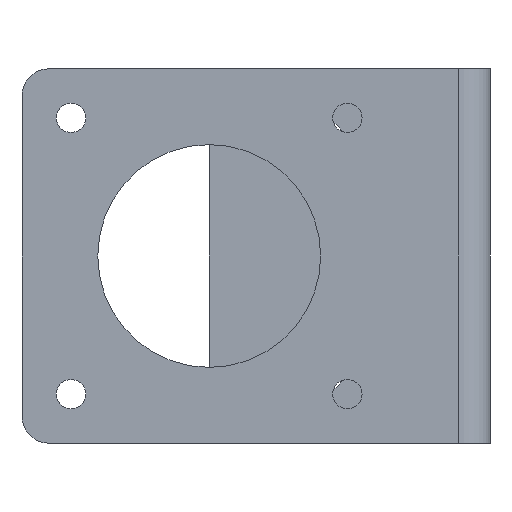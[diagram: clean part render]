
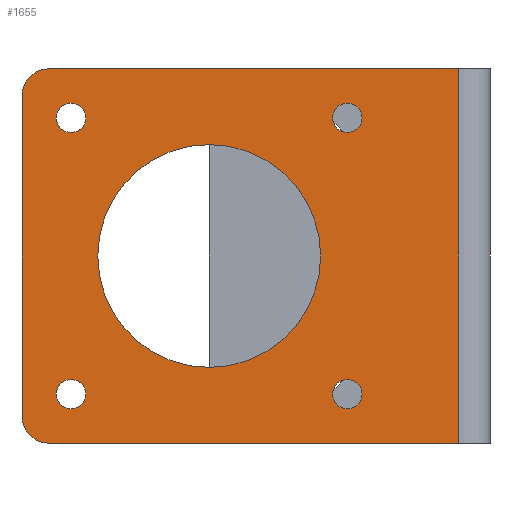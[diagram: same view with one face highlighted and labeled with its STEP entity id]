
A CAD part, front view. The second image highlights one B-rep face of the part: STEP entity #1655.
In plain terms, the highlighted planar face has unit normal (0, -1, 0).
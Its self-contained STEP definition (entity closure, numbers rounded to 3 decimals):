
#11 = DIRECTION ( 'NONE',  ( 0., -1., 0. ) ) ;
#30 = CARTESIAN_POINT ( 'NONE',  ( -16., 0., 34.85 ) ) ;
#32 = VERTEX_POINT ( 'NONE', #30 ) ;
#60 = AXIS2_PLACEMENT_3D ( 'NONE', #1874, #1645, #1445 ) ;
#76 = DIRECTION ( 'NONE',  ( 0., 0., 1. ) ) ;
#104 = CARTESIAN_POINT ( 'NONE',  ( -31.5, 0., 21. ) ) ;
#121 = DIRECTION ( 'NONE',  ( 0., 0., 1. ) ) ;
#142 = VERTEX_POINT ( 'NONE', #1059 ) ;
#147 = CARTESIAN_POINT ( 'NONE',  ( -49.5, 0., 3. ) ) ;
#162 = VERTEX_POINT ( 'NONE', #680 ) ;
#174 = EDGE_CURVE ( 'NONE', #2559, #2622, #280, .T. ) ;
#206 = CARTESIAN_POINT ( 'NONE',  ( -31.5, 0., 8.5 ) ) ;
#238 = AXIS2_PLACEMENT_3D ( 'NONE', #1058, #641, #1662 ) ;
#268 = DIRECTION ( 'NONE',  ( 1., 0., 0. ) ) ;
#280 = LINE ( 'NONE', #2289, #1235 ) ;
#282 = ORIENTED_EDGE ( 'NONE', *, *, #937, .F. ) ;
#313 = DIRECTION ( 'NONE',  ( 0., 1., 0. ) ) ;
#317 = VERTEX_POINT ( 'NONE', #2150 ) ;
#318 = FACE_BOUND ( 'NONE', #927, .T. ) ;
#324 = DIRECTION ( 'NONE',  ( 0., 0., -1. ) ) ;
#343 = DIRECTION ( 'NONE',  ( 0., -1., 0. ) ) ;
#361 = VECTOR ( 'NONE', #324, 1000. ) ;
#364 = ORIENTED_EDGE ( 'NONE', *, *, #1624, .F. ) ;
#407 = VERTEX_POINT ( 'NONE', #525 ) ;
#412 = CARTESIAN_POINT ( 'NONE',  ( -47., 0., 36.5 ) ) ;
#428 = VERTEX_POINT ( 'NONE', #741 ) ;
#443 = CARTESIAN_POINT ( 'NONE',  ( -49.5, 0., 42. ) ) ;
#448 = CIRCLE ( 'NONE', #2347, 3. ) ;
#451 = DIRECTION ( 'NONE',  ( 0., 0., 1. ) ) ;
#461 = FACE_BOUND ( 'NONE', #1697, .T. ) ;
#515 = VERTEX_POINT ( 'NONE', #206 ) ;
#517 = DIRECTION ( 'NONE',  ( 0., -1., 0. ) ) ;
#525 = CARTESIAN_POINT ( 'NONE',  ( -16., 0., 7.15 ) ) ;
#528 = CARTESIAN_POINT ( 'NONE',  ( -52.5, 0., 0. ) ) ;
#535 = ORIENTED_EDGE ( 'NONE', *, *, #174, .F. ) ;
#548 = DIRECTION ( 'NONE',  ( 0., -1., 0. ) ) ;
#593 = DIRECTION ( 'NONE',  ( 0., 0., 1. ) ) ;
#598 = CARTESIAN_POINT ( 'NONE',  ( -3.5, 0., 42. ) ) ;
#613 = CARTESIAN_POINT ( 'NONE',  ( -16., 0., 3.85 ) ) ;
#621 = EDGE_CURVE ( 'NONE', #1951, #515, #1514, .T. ) ;
#641 = DIRECTION ( 'NONE',  ( 0., -1., 0. ) ) ;
#644 = CIRCLE ( 'NONE', #2338, 1.65 ) ;
#648 = CARTESIAN_POINT ( 'NONE',  ( -31.5, 0., 33.5 ) ) ;
#655 = EDGE_CURVE ( 'NONE', #407, #1879, #1386, .T. ) ;
#659 = DIRECTION ( 'NONE',  ( 0., 0., 1. ) ) ;
#662 = CARTESIAN_POINT ( 'NONE',  ( -47., 0., 5.5 ) ) ;
#677 = CARTESIAN_POINT ( 'NONE',  ( -47., 0., 7.15 ) ) ;
#680 = CARTESIAN_POINT ( 'NONE',  ( -49.5, 0., 0. ) ) ;
#681 = EDGE_LOOP ( 'NONE', ( #1893, #1480, #2089, #1392, #535, #1152 ) ) ;
#694 = AXIS2_PLACEMENT_3D ( 'NONE', #954, #313, #1344 ) ;
#703 = LINE ( 'NONE', #2162, #1245 ) ;
#729 = DIRECTION ( 'NONE',  ( 1., 0., 0. ) ) ;
#733 = CARTESIAN_POINT ( 'NONE',  ( -47., 0., 34.85 ) ) ;
#741 = CARTESIAN_POINT ( 'NONE',  ( -16., 0., 38.15 ) ) ;
#750 = VERTEX_POINT ( 'NONE', #677 ) ;
#766 = AXIS2_PLACEMENT_3D ( 'NONE', #895, #1898, #1292 ) ;
#833 = ORIENTED_EDGE ( 'NONE', *, *, #2179, .F. ) ;
#842 = AXIS2_PLACEMENT_3D ( 'NONE', #662, #1659, #451 ) ;
#843 = DIRECTION ( 'NONE',  ( 0., -1., 0. ) ) ;
#890 = EDGE_CURVE ( 'NONE', #2559, #317, #1291, .T. ) ;
#895 = CARTESIAN_POINT ( 'NONE',  ( -16., 0., 5.5 ) ) ;
#899 = VERTEX_POINT ( 'NONE', #2413 ) ;
#921 = EDGE_CURVE ( 'NONE', #142, #162, #448, .T. ) ;
#927 = EDGE_LOOP ( 'NONE', ( #282, #2022 ) ) ;
#937 = EDGE_CURVE ( 'NONE', #2488, #1721, #1800, .T. ) ;
#939 = PLANE ( 'NONE',  #694 ) ;
#954 = CARTESIAN_POINT ( 'NONE',  ( -52.5, 0., 42. ) ) ;
#965 = CARTESIAN_POINT ( 'NONE',  ( -49.5, 0., 39. ) ) ;
#966 = AXIS2_PLACEMENT_3D ( 'NONE', #2361, #548, #121 ) ;
#991 = FACE_BOUND ( 'NONE', #1889, .T. ) ;
#1017 = EDGE_CURVE ( 'NONE', #1879, #407, #1163, .T. ) ;
#1029 = VECTOR ( 'NONE', #729, 1000. ) ;
#1049 = ORIENTED_EDGE ( 'NONE', *, *, #655, .F. ) ;
#1058 = CARTESIAN_POINT ( 'NONE',  ( -31.5, 0., 21. ) ) ;
#1059 = CARTESIAN_POINT ( 'NONE',  ( -52.5, 0., 3. ) ) ;
#1075 = CIRCLE ( 'NONE', #842, 1.65 ) ;
#1101 = EDGE_CURVE ( 'NONE', #750, #2260, #1075, .T. ) ;
#1146 = LINE ( 'NONE', #528, #1029 ) ;
#1148 = EDGE_CURVE ( 'NONE', #1721, #2488, #2332, .T. ) ;
#1152 = ORIENTED_EDGE ( 'NONE', *, *, #890, .T. ) ;
#1163 = CIRCLE ( 'NONE', #60, 1.65 ) ;
#1232 = EDGE_CURVE ( 'NONE', #2622, #899, #2053, .T. ) ;
#1235 = VECTOR ( 'NONE', #268, 1000. ) ;
#1245 = VECTOR ( 'NONE', #1952, 1000. ) ;
#1253 = EDGE_CURVE ( 'NONE', #162, #899, #1146, .T. ) ;
#1291 = CIRCLE ( 'NONE', #2304, 3. ) ;
#1292 = DIRECTION ( 'NONE',  ( 0., 0., 1. ) ) ;
#1318 = AXIS2_PLACEMENT_3D ( 'NONE', #104, #517, #1555 ) ;
#1344 = DIRECTION ( 'NONE',  ( 0., 0., 1. ) ) ;
#1386 = CIRCLE ( 'NONE', #766, 1.65 ) ;
#1392 = ORIENTED_EDGE ( 'NONE', *, *, #1232, .F. ) ;
#1396 = EDGE_LOOP ( 'NONE', ( #2105, #364 ) ) ;
#1445 = DIRECTION ( 'NONE',  ( 0., 0., 1. ) ) ;
#1480 = ORIENTED_EDGE ( 'NONE', *, *, #921, .T. ) ;
#1514 = CIRCLE ( 'NONE', #238, 12.5 ) ;
#1555 = DIRECTION ( 'NONE',  ( 0., 0., 1. ) ) ;
#1556 = CIRCLE ( 'NONE', #1921, 1.65 ) ;
#1575 = DIRECTION ( 'NONE',  ( 0., 0., 1. ) ) ;
#1624 = EDGE_CURVE ( 'NONE', #2260, #750, #1750, .T. ) ;
#1645 = DIRECTION ( 'NONE',  ( 0., -1., 0. ) ) ;
#1648 = CARTESIAN_POINT ( 'NONE',  ( -47., 0., 3.85 ) ) ;
#1655 = ADVANCED_FACE ( 'NONE', ( #991, #2576, #318, #2139, #461, #2231 ), #939, .F. ) ;
#1659 = DIRECTION ( 'NONE',  ( 0., -1., 0. ) ) ;
#1662 = DIRECTION ( 'NONE',  ( 0., 0., 1. ) ) ;
#1664 = AXIS2_PLACEMENT_3D ( 'NONE', #2123, #1702, #76 ) ;
#1697 = EDGE_LOOP ( 'NONE', ( #1049, #1794 ) ) ;
#1702 = DIRECTION ( 'NONE',  ( 0., -1., 0. ) ) ;
#1721 = VERTEX_POINT ( 'NONE', #733 ) ;
#1750 = CIRCLE ( 'NONE', #966, 1.65 ) ;
#1792 = CARTESIAN_POINT ( 'NONE',  ( -47., 0., 38.15 ) ) ;
#1794 = ORIENTED_EDGE ( 'NONE', *, *, #1017, .F. ) ;
#1800 = CIRCLE ( 'NONE', #2127, 1.65 ) ;
#1831 = ORIENTED_EDGE ( 'NONE', *, *, #2264, .F. ) ;
#1842 = DIRECTION ( 'NONE',  ( 0., -1., 0. ) ) ;
#1874 = CARTESIAN_POINT ( 'NONE',  ( -16., 0., 5.5 ) ) ;
#1879 = VERTEX_POINT ( 'NONE', #613 ) ;
#1889 = EDGE_LOOP ( 'NONE', ( #1894, #1831 ) ) ;
#1893 = ORIENTED_EDGE ( 'NONE', *, *, #2328, .T. ) ;
#1894 = ORIENTED_EDGE ( 'NONE', *, *, #621, .F. ) ;
#1898 = DIRECTION ( 'NONE',  ( 0., -1., 0. ) ) ;
#1909 = EDGE_LOOP ( 'NONE', ( #2082, #833 ) ) ;
#1921 = AXIS2_PLACEMENT_3D ( 'NONE', #2476, #843, #659 ) ;
#1951 = VERTEX_POINT ( 'NONE', #648 ) ;
#1952 = DIRECTION ( 'NONE',  ( 0., 0., -1. ) ) ;
#2022 = ORIENTED_EDGE ( 'NONE', *, *, #1148, .F. ) ;
#2053 = LINE ( 'NONE', #2367, #361 ) ;
#2082 = ORIENTED_EDGE ( 'NONE', *, *, #2186, .F. ) ;
#2089 = ORIENTED_EDGE ( 'NONE', *, *, #1253, .T. ) ;
#2105 = ORIENTED_EDGE ( 'NONE', *, *, #1101, .F. ) ;
#2123 = CARTESIAN_POINT ( 'NONE',  ( -47., 0., 36.5 ) ) ;
#2127 = AXIS2_PLACEMENT_3D ( 'NONE', #412, #11, #593 ) ;
#2139 = FACE_BOUND ( 'NONE', #1396, .T. ) ;
#2141 = CIRCLE ( 'NONE', #1318, 12.5 ) ;
#2150 = CARTESIAN_POINT ( 'NONE',  ( -52.5, 0., 39. ) ) ;
#2162 = CARTESIAN_POINT ( 'NONE',  ( -52.5, 0., 42. ) ) ;
#2179 = EDGE_CURVE ( 'NONE', #32, #428, #644, .T. ) ;
#2186 = EDGE_CURVE ( 'NONE', #428, #32, #1556, .T. ) ;
#2214 = CARTESIAN_POINT ( 'NONE',  ( -16., 0., 36.5 ) ) ;
#2231 = FACE_OUTER_BOUND ( 'NONE', #681, .T. ) ;
#2260 = VERTEX_POINT ( 'NONE', #1648 ) ;
#2264 = EDGE_CURVE ( 'NONE', #515, #1951, #2141, .T. ) ;
#2289 = CARTESIAN_POINT ( 'NONE',  ( -52.5, 0., 42. ) ) ;
#2304 = AXIS2_PLACEMENT_3D ( 'NONE', #965, #2600, #1575 ) ;
#2328 = EDGE_CURVE ( 'NONE', #317, #142, #703, .T. ) ;
#2332 = CIRCLE ( 'NONE', #1664, 1.65 ) ;
#2338 = AXIS2_PLACEMENT_3D ( 'NONE', #2214, #1842, #2424 ) ;
#2347 = AXIS2_PLACEMENT_3D ( 'NONE', #147, #343, #2586 ) ;
#2361 = CARTESIAN_POINT ( 'NONE',  ( -47., 0., 5.5 ) ) ;
#2367 = CARTESIAN_POINT ( 'NONE',  ( -3.5, 0., 42. ) ) ;
#2413 = CARTESIAN_POINT ( 'NONE',  ( -3.5, 0., 0. ) ) ;
#2424 = DIRECTION ( 'NONE',  ( 0., 0., 1. ) ) ;
#2476 = CARTESIAN_POINT ( 'NONE',  ( -16., 0., 36.5 ) ) ;
#2488 = VERTEX_POINT ( 'NONE', #1792 ) ;
#2559 = VERTEX_POINT ( 'NONE', #443 ) ;
#2576 = FACE_BOUND ( 'NONE', #1909, .T. ) ;
#2586 = DIRECTION ( 'NONE',  ( 0., 0., 1. ) ) ;
#2600 = DIRECTION ( 'NONE',  ( 0., -1., 0. ) ) ;
#2622 = VERTEX_POINT ( 'NONE', #598 ) ;
